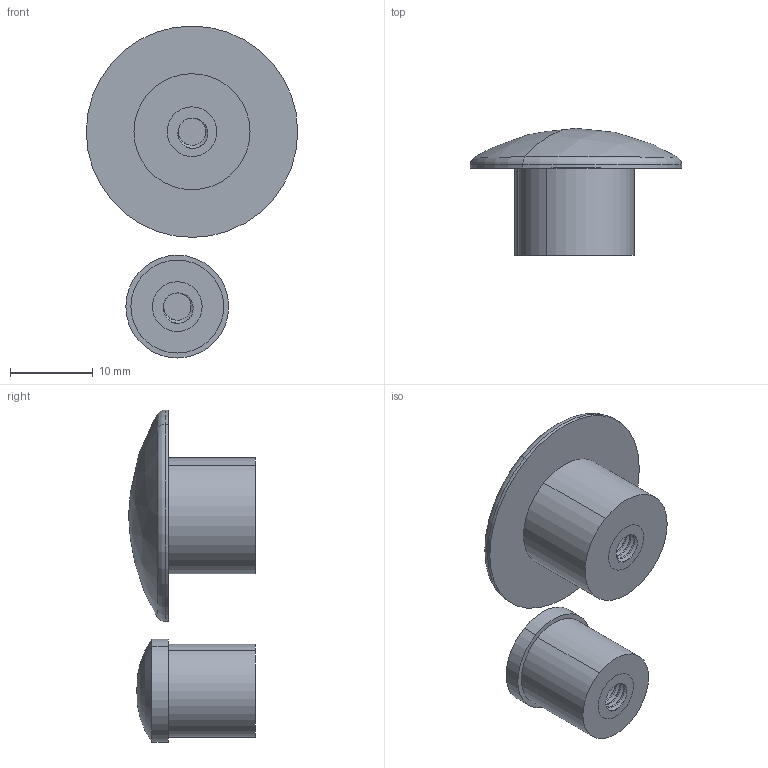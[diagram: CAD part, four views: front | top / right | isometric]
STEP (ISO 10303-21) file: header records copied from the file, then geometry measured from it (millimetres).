
FILE_DESCRIPTION (( 'STEP AP214' ), '1' );
FILE_NAME ('03782 Rope Tensioner Hook 2 part kit (3).STEP', '2025-09-15T21:19:27', ( '' ), ( '' ), 'SwSTEP 2.0', 'SolidWorks 2025', '' );
FILE_SCHEMA (( 'AUTOMOTIVE_DESIGN' ));
Length unit declared in the file: millimetre
Products named in the file (6): 03782 Rope Tensioner Hook 2 part kit; 03782 Rope Tensioner Hook 2 part kit (2); Rope Tensioer Hook Kit_3796-Large; 03782 Rope Tensioner Hook 2 part kit (3); Part2; Rope Tensioer Hook Kit 1_3796-Small
Assembly tree (6 placements, depth 3):
  03782 Rope Tensioner Hook 2 part kit (3)
    03782 Rope Tensioner Hook 2 part kit
      Part2
      Rope Tensioer Hook Kit 1_3796-Small
    03782 Rope Tensioner Hook 2 part kit (2)
      Part2
      Rope Tensioer Hook Kit_3796-Large
Bounding box: 25.5 x 15.3 x 40.05 mm (x, y, z)
Volume: 4255.5 mm3; surface area: 4008.2 mm2
Topology: 4 solids, 4 shells, 168 faces, 424 edges, 276 vertices
Faces by surface type: cylinder 76, plane 68, torus 16, bspline 6, sphere 2
Entity records: 5287 total; most frequent: CARTESIAN_POINT 2625, ORIENTED_EDGE 544, DIRECTION 514, EDGE_CURVE 272, AXIS2_PLACEMENT_3D 187, VERTEX_POINT 178, LINE 140, VECTOR 140
